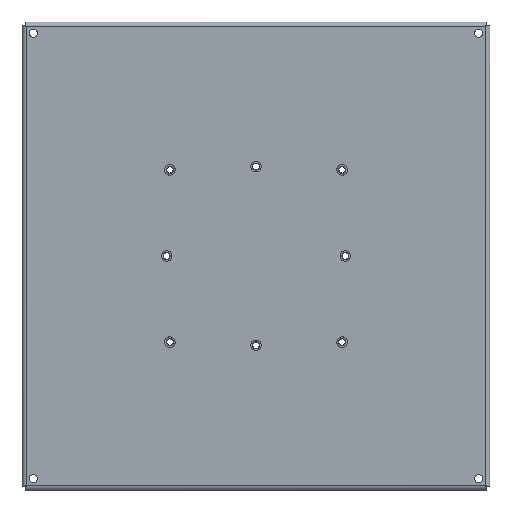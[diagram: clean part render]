
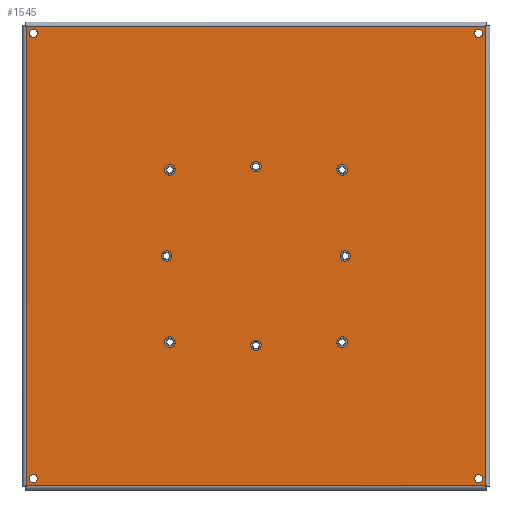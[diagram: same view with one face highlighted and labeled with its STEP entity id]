
A CAD part, top view. The second image highlights one B-rep face of the part: STEP entity #1545.
In plain terms, the highlighted planar face has unit normal (0, 0, 1).
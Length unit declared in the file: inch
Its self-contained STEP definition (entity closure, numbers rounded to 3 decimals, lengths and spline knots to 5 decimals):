
#118=FACE_BOUND('',#416,.T.);
#119=FACE_BOUND('',#417,.T.);
#120=FACE_BOUND('',#418,.T.);
#121=FACE_BOUND('',#419,.T.);
#122=FACE_BOUND('',#420,.T.);
#123=FACE_BOUND('',#421,.T.);
#124=FACE_BOUND('',#422,.T.);
#125=FACE_BOUND('',#423,.T.);
#126=FACE_BOUND('',#424,.T.);
#127=FACE_BOUND('',#425,.T.);
#128=FACE_BOUND('',#426,.T.);
#129=FACE_BOUND('',#427,.T.);
#172=CIRCLE('',#1638,0.15625);
#173=CIRCLE('',#1639,0.15625);
#174=CIRCLE('',#1640,0.15625);
#175=CIRCLE('',#1641,0.15625);
#176=CIRCLE('',#1642,0.20313);
#177=CIRCLE('',#1643,0.20313);
#178=CIRCLE('',#1644,0.20313);
#179=CIRCLE('',#1645,0.20313);
#180=CIRCLE('',#1646,0.20313);
#181=CIRCLE('',#1647,0.20313);
#182=CIRCLE('',#1648,0.20313);
#183=CIRCLE('',#1649,0.20313);
#259=PLANE('',#1637);
#320=FACE_OUTER_BOUND('',#415,.T.);
#415=EDGE_LOOP('',(#1191,#1192,#1193,#1194));
#416=EDGE_LOOP('',(#1195));
#417=EDGE_LOOP('',(#1196));
#418=EDGE_LOOP('',(#1197));
#419=EDGE_LOOP('',(#1198));
#420=EDGE_LOOP('',(#1199));
#421=EDGE_LOOP('',(#1200));
#422=EDGE_LOOP('',(#1201));
#423=EDGE_LOOP('',(#1202));
#424=EDGE_LOOP('',(#1203));
#425=EDGE_LOOP('',(#1204));
#426=EDGE_LOOP('',(#1205));
#427=EDGE_LOOP('',(#1206));
#549=LINE('',#2219,#639);
#565=LINE('',#2321,#655);
#580=LINE('',#2421,#670);
#595=LINE('',#2520,#685);
#639=VECTOR('',#1782,17.6875);
#655=VECTOR('',#1812,17.6875);
#670=VECTOR('',#1841,17.6875);
#685=VECTOR('',#1870,17.6875);
#730=VERTEX_POINT('',#2210);
#731=VERTEX_POINT('',#2218);
#742=VERTEX_POINT('',#2313);
#752=VERTEX_POINT('',#2420);
#768=VERTEX_POINT('',#2607);
#769=VERTEX_POINT('',#2609);
#770=VERTEX_POINT('',#2611);
#771=VERTEX_POINT('',#2613);
#772=VERTEX_POINT('',#2615);
#773=VERTEX_POINT('',#2617);
#774=VERTEX_POINT('',#2619);
#775=VERTEX_POINT('',#2621);
#776=VERTEX_POINT('',#2623);
#777=VERTEX_POINT('',#2625);
#778=VERTEX_POINT('',#2627);
#779=VERTEX_POINT('',#2629);
#859=EDGE_CURVE('',#731,#730,#549,.T.);
#879=EDGE_CURVE('',#730,#742,#565,.T.);
#898=EDGE_CURVE('',#752,#731,#580,.T.);
#917=EDGE_CURVE('',#742,#752,#595,.T.);
#933=EDGE_CURVE('',#768,#768,#172,.T.);
#934=EDGE_CURVE('',#769,#769,#173,.T.);
#935=EDGE_CURVE('',#770,#770,#174,.T.);
#936=EDGE_CURVE('',#771,#771,#175,.T.);
#937=EDGE_CURVE('',#772,#772,#176,.T.);
#938=EDGE_CURVE('',#773,#773,#177,.T.);
#939=EDGE_CURVE('',#774,#774,#178,.T.);
#940=EDGE_CURVE('',#775,#775,#179,.T.);
#941=EDGE_CURVE('',#776,#776,#180,.T.);
#942=EDGE_CURVE('',#777,#777,#181,.T.);
#943=EDGE_CURVE('',#778,#778,#182,.T.);
#944=EDGE_CURVE('',#779,#779,#183,.T.);
#1191=ORIENTED_EDGE('',*,*,#859,.T.);
#1192=ORIENTED_EDGE('',*,*,#879,.T.);
#1193=ORIENTED_EDGE('',*,*,#917,.T.);
#1194=ORIENTED_EDGE('',*,*,#898,.T.);
#1195=ORIENTED_EDGE('',*,*,#933,.T.);
#1196=ORIENTED_EDGE('',*,*,#934,.T.);
#1197=ORIENTED_EDGE('',*,*,#935,.T.);
#1198=ORIENTED_EDGE('',*,*,#936,.T.);
#1199=ORIENTED_EDGE('',*,*,#937,.T.);
#1200=ORIENTED_EDGE('',*,*,#938,.T.);
#1201=ORIENTED_EDGE('',*,*,#939,.T.);
#1202=ORIENTED_EDGE('',*,*,#940,.T.);
#1203=ORIENTED_EDGE('',*,*,#941,.T.);
#1204=ORIENTED_EDGE('',*,*,#942,.T.);
#1205=ORIENTED_EDGE('',*,*,#943,.T.);
#1206=ORIENTED_EDGE('',*,*,#944,.T.);
#1545=ADVANCED_FACE('',(#320,#118,#119,#120,#121,#122,#123,#124,#125,#126,
#127,#128,#129),#259,.T.);
#1637=AXIS2_PLACEMENT_3D('',#2606,#1895,#1896);
#1638=AXIS2_PLACEMENT_3D('',#2608,#1897,#1898);
#1639=AXIS2_PLACEMENT_3D('',#2610,#1899,#1900);
#1640=AXIS2_PLACEMENT_3D('',#2612,#1901,#1902);
#1641=AXIS2_PLACEMENT_3D('',#2614,#1903,#1904);
#1642=AXIS2_PLACEMENT_3D('',#2616,#1905,#1906);
#1643=AXIS2_PLACEMENT_3D('',#2618,#1907,#1908);
#1644=AXIS2_PLACEMENT_3D('',#2620,#1909,#1910);
#1645=AXIS2_PLACEMENT_3D('',#2622,#1911,#1912);
#1646=AXIS2_PLACEMENT_3D('',#2624,#1913,#1914);
#1647=AXIS2_PLACEMENT_3D('',#2626,#1915,#1916);
#1648=AXIS2_PLACEMENT_3D('',#2628,#1917,#1918);
#1649=AXIS2_PLACEMENT_3D('',#2630,#1919,#1920);
#1782=DIRECTION('',(1.,0.,0.));
#1812=DIRECTION('',(0.,1.,0.));
#1841=DIRECTION('',(0.,-1.,0.));
#1870=DIRECTION('',(-1.,0.,0.));
#1895=DIRECTION('center_axis',(0.,0.,1.));
#1896=DIRECTION('ref_axis',(1.,0.,0.));
#1897=DIRECTION('center_axis',(0.,0.,-1.));
#1898=DIRECTION('ref_axis',(-1.,0.,0.));
#1899=DIRECTION('center_axis',(0.,0.,-1.));
#1900=DIRECTION('ref_axis',(-1.,0.,0.));
#1901=DIRECTION('center_axis',(0.,0.,-1.));
#1902=DIRECTION('ref_axis',(-1.,0.,0.));
#1903=DIRECTION('center_axis',(0.,0.,-1.));
#1904=DIRECTION('ref_axis',(-1.,0.,0.));
#1905=DIRECTION('center_axis',(0.,0.,-1.));
#1906=DIRECTION('ref_axis',(-1.,0.,0.));
#1907=DIRECTION('center_axis',(0.,0.,-1.));
#1908=DIRECTION('ref_axis',(-1.,0.,0.));
#1909=DIRECTION('center_axis',(0.,0.,-1.));
#1910=DIRECTION('ref_axis',(-1.,0.,0.));
#1911=DIRECTION('center_axis',(0.,0.,-1.));
#1912=DIRECTION('ref_axis',(-1.,0.,0.));
#1913=DIRECTION('center_axis',(0.,0.,-1.));
#1914=DIRECTION('ref_axis',(-1.,0.,0.));
#1915=DIRECTION('center_axis',(0.,0.,-1.));
#1916=DIRECTION('ref_axis',(-1.,0.,0.));
#1917=DIRECTION('center_axis',(0.,0.,-1.));
#1918=DIRECTION('ref_axis',(-1.,0.,0.));
#1919=DIRECTION('center_axis',(0.,0.,-1.));
#1920=DIRECTION('ref_axis',(-1.,0.,0.));
#2210=CARTESIAN_POINT('',(8.84375,-8.84375,0.125));
#2218=CARTESIAN_POINT('',(-8.84375,-8.84375,0.125));
#2219=CARTESIAN_POINT('',(-4.42188,-8.84375,0.125));
#2313=CARTESIAN_POINT('',(8.84375,8.84375,0.125));
#2321=CARTESIAN_POINT('',(8.84375,-4.42188,0.125));
#2420=CARTESIAN_POINT('',(-8.84375,8.84375,0.125));
#2421=CARTESIAN_POINT('',(-8.84375,4.42188,0.125));
#2520=CARTESIAN_POINT('',(4.42188,8.84375,0.125));
#2606=CARTESIAN_POINT('Origin',(0.,0.,
0.125));
#2607=CARTESIAN_POINT('',(8.71875,8.5625,0.125));
#2608=CARTESIAN_POINT('Origin',(8.5625,8.5625,0.125));
#2609=CARTESIAN_POINT('',(-8.40625,8.5625,0.125));
#2610=CARTESIAN_POINT('Origin',(-8.5625,8.5625,0.125));
#2611=CARTESIAN_POINT('',(-8.40625,-8.5625,0.125));
#2612=CARTESIAN_POINT('Origin',(-8.5625,-8.5625,0.125));
#2613=CARTESIAN_POINT('',(8.71875,-8.5625,0.125));
#2614=CARTESIAN_POINT('Origin',(8.5625,-8.5625,0.125));
#2615=CARTESIAN_POINT('',(-3.10938,3.3125,0.125));
#2616=CARTESIAN_POINT('Origin',(-3.3125,3.3125,0.125));
#2617=CARTESIAN_POINT('',(3.51563,3.3125,0.125));
#2618=CARTESIAN_POINT('Origin',(3.3125,3.3125,0.125));
#2619=CARTESIAN_POINT('',(-3.10938,-3.3125,0.125));
#2620=CARTESIAN_POINT('Origin',(-3.3125,-3.3125,0.125));
#2621=CARTESIAN_POINT('',(3.51563,-3.3125,0.125));
#2622=CARTESIAN_POINT('Origin',(3.3125,-3.3125,0.125));
#2623=CARTESIAN_POINT('',(0.20313,3.4375,0.125));
#2624=CARTESIAN_POINT('Origin',(0.,3.4375,0.125));
#2625=CARTESIAN_POINT('',(3.64063,0.,0.125));
#2626=CARTESIAN_POINT('Origin',(3.4375,0.,0.125));
#2627=CARTESIAN_POINT('',(0.20313,-3.4375,0.125));
#2628=CARTESIAN_POINT('Origin',(0.,-3.4375,0.125));
#2629=CARTESIAN_POINT('',(-3.23438,0.,0.125));
#2630=CARTESIAN_POINT('Origin',(-3.4375,0.,0.125));
